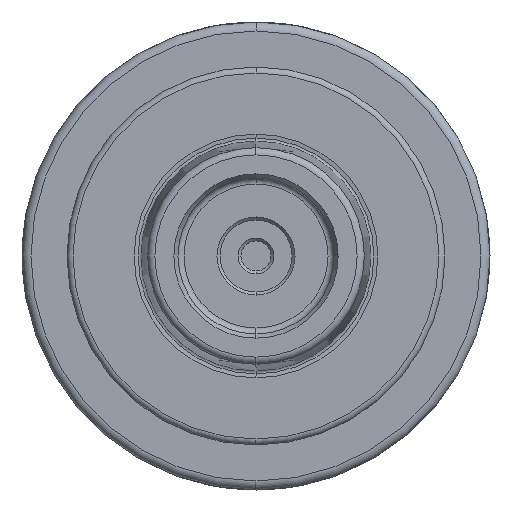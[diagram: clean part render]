
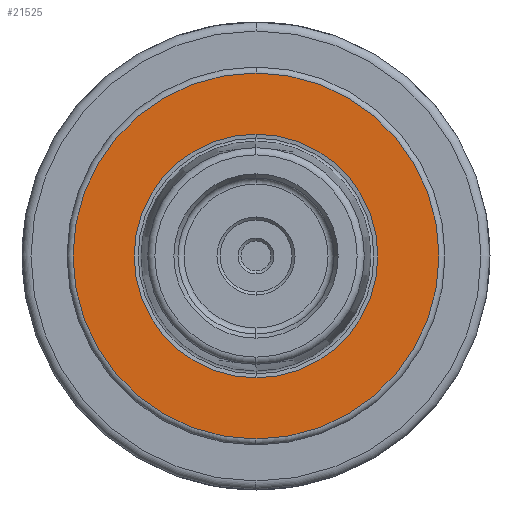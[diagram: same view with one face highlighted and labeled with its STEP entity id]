
A CAD part, left-side view. The second image highlights one B-rep face of the part: STEP entity #21525.
In plain terms, the highlighted planar face has unit normal (-1, 0, 0).
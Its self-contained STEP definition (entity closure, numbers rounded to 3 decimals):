
#301 = EDGE_CURVE ( 'NONE', #3590, #11298, #5877, .T. ) ;
#324 = EDGE_CURVE ( 'NONE', #3088, #3602, #5887, .T. ) ;
#592 = AXIS2_PLACEMENT_3D ( 'NONE', #2572, #2573, #2574 ) ;
#614 = AXIS2_PLACEMENT_3D ( 'NONE', #2727, #2728, #2729 ) ;
#893 = AXIS2_PLACEMENT_3D ( 'NONE', #14155, #14121, #14149 ) ;
#1240 = ORIENTED_EDGE ( 'NONE', *, *, #301, .T. ) ;
#1446 = EDGE_LOOP ( 'NONE', ( #20887, #1240 ) ) ;
#1580 = EDGE_LOOP ( 'NONE', ( #5240, #5222 ) ) ;
#1785 = CARTESIAN_POINT ( 'NONE',  ( 0., 0., -20.308 ) ) ;
#2572 = CARTESIAN_POINT ( 'NONE',  ( 0., 0., 0. ) ) ;
#2573 = DIRECTION ( 'NONE',  ( -1., 0., 0. ) ) ;
#2574 = DIRECTION ( 'NONE',  ( 0., 0., 1. ) ) ;
#2727 = CARTESIAN_POINT ( 'NONE',  ( 0., 0., 0. ) ) ;
#2728 = DIRECTION ( 'NONE',  ( 1., 0., 0. ) ) ;
#2729 = DIRECTION ( 'NONE',  ( 0., 0., -1. ) ) ;
#3088 = VERTEX_POINT ( 'NONE', #1785 ) ;
#3590 = VERTEX_POINT ( 'NONE', #18451 ) ;
#3602 = VERTEX_POINT ( 'NONE', #18460 ) ;
#5222 = ORIENTED_EDGE ( 'NONE', *, *, #324, .T. ) ;
#5240 = ORIENTED_EDGE ( 'NONE', *, *, #20082, .T. ) ;
#5589 = CARTESIAN_POINT ( 'NONE',  ( 0., 0., 0. ) ) ;
#5590 = DIRECTION ( 'NONE',  ( 0., 0., -1. ) ) ;
#5599 = DIRECTION ( 'NONE',  ( 1., 0., 0. ) ) ;
#5877 = CIRCLE ( 'NONE', #22301, 30.5 ) ;
#5887 = CIRCLE ( 'NONE', #22260, 20.308 ) ;
#6159 = DIRECTION ( 'NONE',  ( -1., 0., 0. ) ) ;
#6162 = CARTESIAN_POINT ( 'NONE',  ( 0., 0., 0. ) ) ;
#6164 = DIRECTION ( 'NONE',  ( 0., 0., 1. ) ) ;
#11298 = VERTEX_POINT ( 'NONE', #25510 ) ;
#14119 = PLANE ( 'NONE',  #893 ) ;
#14121 = DIRECTION ( 'NONE',  ( -1., 0., 0. ) ) ;
#14149 = DIRECTION ( 'NONE',  ( 0., 0., 1. ) ) ;
#14155 = CARTESIAN_POINT ( 'NONE',  ( 0., 20.308, 0. ) ) ;
#18451 = CARTESIAN_POINT ( 'NONE',  ( 0., 0., -30.5 ) ) ;
#18460 = CARTESIAN_POINT ( 'NONE',  ( 0., 0., 20.308 ) ) ;
#18663 = CIRCLE ( 'NONE', #592, 30.5 ) ;
#18692 = CIRCLE ( 'NONE', #614, 20.308 ) ;
#20061 = EDGE_CURVE ( 'NONE', #11298, #3590, #18663, .T. ) ;
#20082 = EDGE_CURVE ( 'NONE', #3602, #3088, #18692, .T. ) ;
#20887 = ORIENTED_EDGE ( 'NONE', *, *, #20061, .T. ) ;
#21525 = ADVANCED_FACE ( 'NONE', ( #22719, #22796 ), #14119, .T. ) ;
#22260 = AXIS2_PLACEMENT_3D ( 'NONE', #5589, #5599, #5590 ) ;
#22301 = AXIS2_PLACEMENT_3D ( 'NONE', #6162, #6159, #6164 ) ;
#22719 = FACE_OUTER_BOUND ( 'NONE', #1446, .T. ) ;
#22796 = FACE_BOUND ( 'NONE', #1580, .T. ) ;
#25510 = CARTESIAN_POINT ( 'NONE',  ( 0., 0., 30.5 ) ) ;
